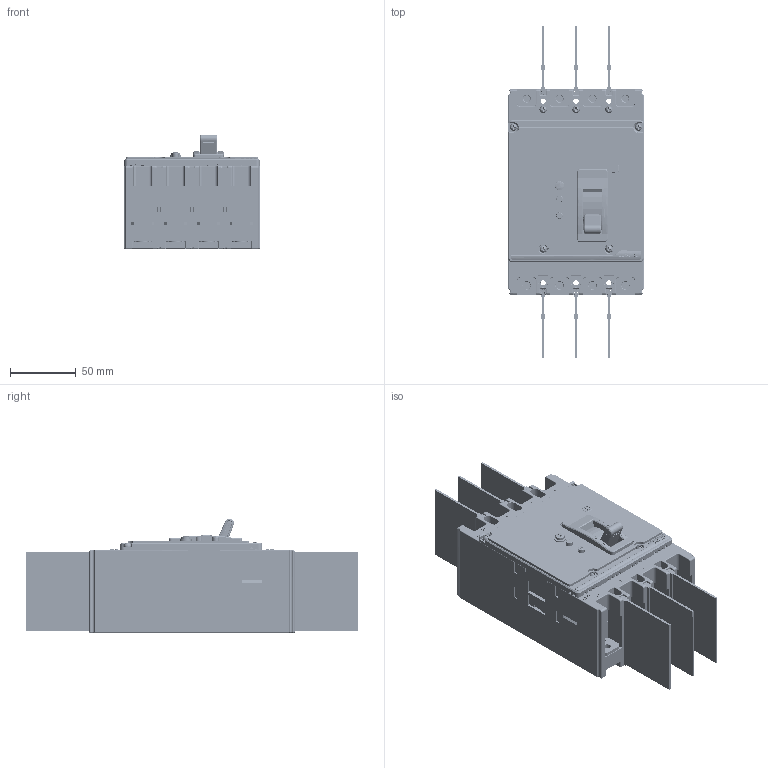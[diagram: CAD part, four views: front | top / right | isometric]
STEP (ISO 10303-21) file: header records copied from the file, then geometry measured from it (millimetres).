
FILE_DESCRIPTION((''),'2;1');
FILE_NAME('ASM0001_ASM','2019-10-28T',('sxqing'),(''),'CREO PARAMETRIC BY PTC INC, 2018070','CREO PARAMETRIC BY PTC INC, 2018070','');
FILE_SCHEMA(('CONFIG_CONTROL_DESIGN'));
Products named in the file (34): 8ZTD024829_2_1_1; 8ZTD7422050_1_1_1; PRT0073_1_1; PRT0074_1_1; PRT0075_1_1; 8ZTD5851414_1_1_1; PRT0076_1_1; 8ZTD7422020_1_1_1; ASM0021_ASM_1_ASM_1_ASM; M6X16-ZUHE_AF0_ASM_1_ASM_1_ASM__ASM; 8ZTD315482_2_1_1; PRT0080_1_1; 5ZTD315482_ASM_1_ASM_1_ASM_1_ASM; 8ZTD310471_1_1_1; PRT0081_1_1; PRT0082_1_1; PRT0083_1_1; PRT0084_1_1; PRT0085_1_1; ASM0022_ASM_1_ASM_1_ASM; PRT0086_1_1; D3_GB9074_26__3_3_1_1; D3_GB9074_24__3_3_1_1; ASM0023_ASM_1_ASM_1_ASM; PRT0087_1_1; PRT0088_1_1; GAI-125LES4P_ASM_3_ASM_1_ASM_1_ASM; PRT0089_1_1; PRT0090_1_1; PRT0091_1_1; NXMLE125S4PWAIXINGTU_ASM_15_A_1_ASM; NXMLE125S4PWAIXINGTU_ASM_ASM_1__ASM; NXMLE-125S_4P_ASM_1_ASM; ASM0001_ASM
Assembly tree (75 placements, depth 7):
  ASM0001_ASM
    NXMLE-125S_4P_ASM_1_ASM
      NXMLE125S4PWAIXINGTU_ASM_ASM_1__ASM
        NXMLE125S4PWAIXINGTU_ASM_15_A_1_ASM
          8ZTD024829_2_1_1
          8ZTD7422050_1_1_1
          PRT0073_1_1  x8
          PRT0074_1_1  x2
          PRT0075_1_1  x4
          8ZTD5851414_1_1_1  x4
          PRT0076_1_1  x4
          8ZTD7422020_1_1_1  x4
          ASM0021_ASM_1_ASM_1_ASM  x7
          M6X16-ZUHE_AF0_ASM_1_ASM_1_ASM__ASM
          GAI-125LES4P_ASM_3_ASM_1_ASM_1_ASM
            5ZTD315482_ASM_1_ASM_1_ASM_1_ASM
              8ZTD315482_2_1_1
              PRT0080_1_1  x4
            8ZTD310471_1_1_1
            PRT0081_1_1
            PRT0082_1_1
            ASM0022_ASM_1_ASM_1_ASM  x4
              PRT0083_1_1
              PRT0084_1_1
              PRT0085_1_1
            ASM0023_ASM_1_ASM_1_ASM  x6
              PRT0086_1_1
              D3_GB9074_26__3_3_1_1
              D3_GB9074_24__3_3_1_1
            PRT0087_1_1
            PRT0088_1_1
          PRT0089_1_1
          PRT0090_1_1
          PRT0091_1_1  x6
Bounding box: 103 x 252.2 x 87.28 mm (x, y, z)
Volume: 952854.3 mm3; surface area: 256704.3 mm2
Topology: 76 solids, 115 shells, 6609 faces, 18453 edges, 12203 vertices
Faces by surface type: plane 4102, cylinder 1584, extrusion 233, cone 223, torus 217, bspline 119, sphere 117, revolution 14
Entity records: 160394 total; most frequent: CARTESIAN_POINT 37065, ORIENTED_EDGE 26216, DIRECTION 24666, EDGE_CURVE 13126, VECTOR 8836, VERTEX_POINT 8626, LINE 8603, AXIS2_PLACEMENT_3D 7908
